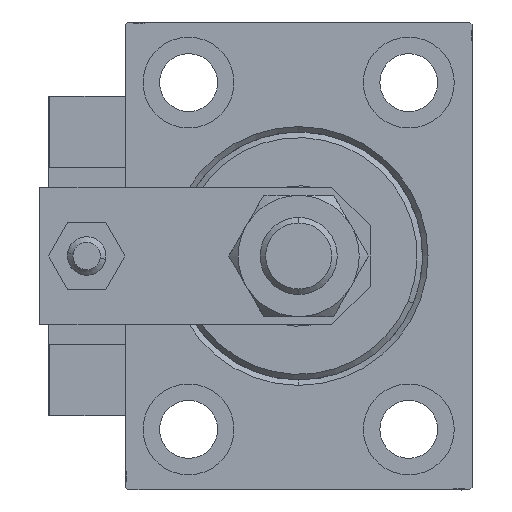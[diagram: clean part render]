
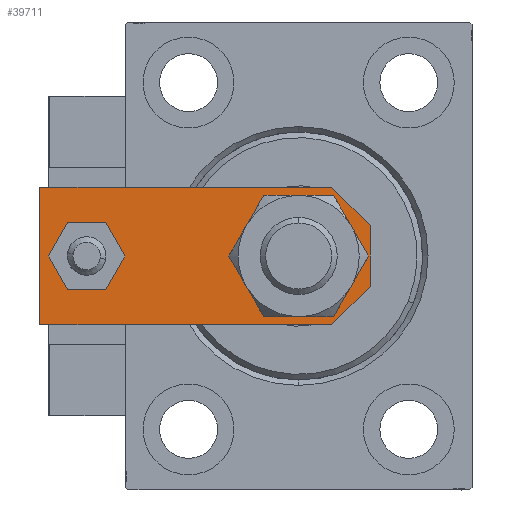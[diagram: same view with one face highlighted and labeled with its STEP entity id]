
A CAD part, left-side view. The second image highlights one B-rep face of the part: STEP entity #39711.
In plain terms, the highlighted face is planar.
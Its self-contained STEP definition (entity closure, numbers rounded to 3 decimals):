
#287 = AXIS2_PLACEMENT_3D ( 'NONE', #3368, #19484, #7345 ) ;
#827 = DIRECTION ( 'NONE',  ( 0., -1., 0. ) ) ;
#1441 = VECTOR ( 'NONE', #827, 1000. ) ;
#1814 = DIRECTION ( 'NONE',  ( 1., 0., 0. ) ) ;
#1990 = CARTESIAN_POINT ( 'NONE',  ( 4., 51.5, 6. ) ) ;
#2564 = CARTESIAN_POINT ( 'NONE',  ( -8.25, 13., 6. ) ) ;
#2692 = CARTESIAN_POINT ( 'NONE',  ( 12.5, 7., 6. ) ) ;
#3163 = EDGE_CURVE ( 'NONE', #22303, #11460, #43445, .T. ) ;
#3368 = CARTESIAN_POINT ( 'NONE',  ( 0., 51.5, 6. ) ) ;
#3717 = AXIS2_PLACEMENT_3D ( 'NONE', #38049, #37780, #1814 ) ;
#4702 = ORIENTED_EDGE ( 'NONE', *, *, #48176, .T. ) ;
#4714 = EDGE_LOOP ( 'NONE', ( #38113, #52196 ) ) ;
#6188 = VECTOR ( 'NONE', #40945, 1000. ) ;
#6783 = VERTEX_POINT ( 'NONE', #1990 ) ;
#6962 = ORIENTED_EDGE ( 'NONE', *, *, #13368, .T. ) ;
#7279 = VECTOR ( 'NONE', #30865, 1000. ) ;
#7345 = DIRECTION ( 'NONE',  ( 1., 0., 0. ) ) ;
#7415 = EDGE_CURVE ( 'NONE', #6783, #34511, #38275, .T. ) ;
#9022 = CARTESIAN_POINT ( 'NONE',  ( -12.5, 60., 6. ) ) ;
#10051 = CARTESIAN_POINT ( 'NONE',  ( 12.5, 60., 6. ) ) ;
#10270 = VECTOR ( 'NONE', #28332, 1000. ) ;
#10462 = EDGE_CURVE ( 'NONE', #37482, #35574, #49396, .T. ) ;
#10656 = CARTESIAN_POINT ( 'NONE',  ( 5.5, 0., 6. ) ) ;
#10703 = VERTEX_POINT ( 'NONE', #2564 ) ;
#11460 = VERTEX_POINT ( 'NONE', #45699 ) ;
#12053 = EDGE_CURVE ( 'NONE', #34511, #6783, #31577, .T. ) ;
#13068 = EDGE_CURVE ( 'NONE', #37785, #10703, #18530, .T. ) ;
#13368 = EDGE_CURVE ( 'NONE', #11460, #37482, #21333, .T. ) ;
#13935 = DIRECTION ( 'NONE',  ( 0., 0., 1. ) ) ;
#14198 = CARTESIAN_POINT ( 'NONE',  ( 0., 0., 6. ) ) ;
#14733 = CARTESIAN_POINT ( 'NONE',  ( 0., 13., 6. ) ) ;
#17895 = FACE_BOUND ( 'NONE', #29001, .T. ) ;
#18349 = AXIS2_PLACEMENT_3D ( 'NONE', #14733, #38019, #50438 ) ;
#18460 = CARTESIAN_POINT ( 'NONE',  ( 0., 13., 6. ) ) ;
#18530 = CIRCLE ( 'NONE', #29476, 8.25 ) ;
#19238 = DIRECTION ( 'NONE',  ( 0., 0., 1. ) ) ;
#19484 = DIRECTION ( 'NONE',  ( 0., 0., 1. ) ) ;
#20199 = VERTEX_POINT ( 'NONE', #29177 ) ;
#20426 = CARTESIAN_POINT ( 'NONE',  ( -12.5, 7., 6. ) ) ;
#21333 = LINE ( 'NONE', #41972, #30794 ) ;
#22303 = VERTEX_POINT ( 'NONE', #20426 ) ;
#22405 = DIRECTION ( 'NONE',  ( 1., 0., 0. ) ) ;
#26624 = FACE_OUTER_BOUND ( 'NONE', #32834, .T. ) ;
#26643 = LINE ( 'NONE', #39338, #7279 ) ;
#26779 = CIRCLE ( 'NONE', #18349, 8.25 ) ;
#26885 = FACE_BOUND ( 'NONE', #4714, .T. ) ;
#27299 = CARTESIAN_POINT ( 'NONE',  ( -2.75, -2.75, 6. ) ) ;
#27578 = VECTOR ( 'NONE', #30890, 1000. ) ;
#28332 = DIRECTION ( 'NONE',  ( 0.707, -0.707, 0. ) ) ;
#29001 = EDGE_LOOP ( 'NONE', ( #45887, #32828 ) ) ;
#29177 = CARTESIAN_POINT ( 'NONE',  ( -12.5, 60., 6. ) ) ;
#29476 = AXIS2_PLACEMENT_3D ( 'NONE', #18460, #19238, #31146 ) ;
#30794 = VECTOR ( 'NONE', #41698, 1000. ) ;
#30865 = DIRECTION ( 'NONE',  ( -1., 0., 0. ) ) ;
#30890 = DIRECTION ( 'NONE',  ( 0., 1., 0. ) ) ;
#31146 = DIRECTION ( 'NONE',  ( 1., 0., 0. ) ) ;
#31577 = CIRCLE ( 'NONE', #3717, 4. ) ;
#32828 = ORIENTED_EDGE ( 'NONE', *, *, #7415, .F. ) ;
#32834 = EDGE_LOOP ( 'NONE', ( #41827, #34726, #6962, #52047, #35412, #4702 ) ) ;
#33914 = VERTEX_POINT ( 'NONE', #10051 ) ;
#34511 = VERTEX_POINT ( 'NONE', #41157 ) ;
#34726 = ORIENTED_EDGE ( 'NONE', *, *, #3163, .T. ) ;
#35412 = ORIENTED_EDGE ( 'NONE', *, *, #45202, .T. ) ;
#35574 = VERTEX_POINT ( 'NONE', #2692 ) ;
#35665 = CARTESIAN_POINT ( 'NONE',  ( 12.5, 0., 6. ) ) ;
#35834 = AXIS2_PLACEMENT_3D ( 'NONE', #14198, #13935, #22405 ) ;
#37482 = VERTEX_POINT ( 'NONE', #10656 ) ;
#37780 = DIRECTION ( 'NONE',  ( 0., 0., 1. ) ) ;
#37785 = VERTEX_POINT ( 'NONE', #47877 ) ;
#38019 = DIRECTION ( 'NONE',  ( 0., 0., 1. ) ) ;
#38049 = CARTESIAN_POINT ( 'NONE',  ( 0., 51.5, 6. ) ) ;
#38113 = ORIENTED_EDGE ( 'NONE', *, *, #50678, .F. ) ;
#38275 = CIRCLE ( 'NONE', #287, 4. ) ;
#38843 = LINE ( 'NONE', #35665, #27578 ) ;
#39338 = CARTESIAN_POINT ( 'NONE',  ( 12.5, 60., 6. ) ) ;
#39711 = ADVANCED_FACE ( 'NONE', ( #17895, #26624, #26885 ), #50168, .T. ) ;
#40429 = CARTESIAN_POINT ( 'NONE',  ( 2.75, -2.75, 6. ) ) ;
#40945 = DIRECTION ( 'NONE',  ( 0.707, 0.707, 0. ) ) ;
#41157 = CARTESIAN_POINT ( 'NONE',  ( -4., 51.5, 6. ) ) ;
#41698 = DIRECTION ( 'NONE',  ( 1., 0., 0. ) ) ;
#41827 = ORIENTED_EDGE ( 'NONE', *, *, #51140, .T. ) ;
#41972 = CARTESIAN_POINT ( 'NONE',  ( -12.5, 0., 6. ) ) ;
#43445 = LINE ( 'NONE', #27299, #10270 ) ;
#45202 = EDGE_CURVE ( 'NONE', #35574, #33914, #38843, .T. ) ;
#45699 = CARTESIAN_POINT ( 'NONE',  ( -5.5, 0., 6. ) ) ;
#45887 = ORIENTED_EDGE ( 'NONE', *, *, #12053, .F. ) ;
#47877 = CARTESIAN_POINT ( 'NONE',  ( 8.25, 13., 6. ) ) ;
#48176 = EDGE_CURVE ( 'NONE', #33914, #20199, #26643, .T. ) ;
#49396 = LINE ( 'NONE', #40429, #6188 ) ;
#49738 = LINE ( 'NONE', #9022, #1441 ) ;
#50168 = PLANE ( 'NONE',  #35834 ) ;
#50438 = DIRECTION ( 'NONE',  ( 1., 0., 0. ) ) ;
#50678 = EDGE_CURVE ( 'NONE', #10703, #37785, #26779, .T. ) ;
#51140 = EDGE_CURVE ( 'NONE', #20199, #22303, #49738, .T. ) ;
#52047 = ORIENTED_EDGE ( 'NONE', *, *, #10462, .T. ) ;
#52196 = ORIENTED_EDGE ( 'NONE', *, *, #13068, .F. ) ;
